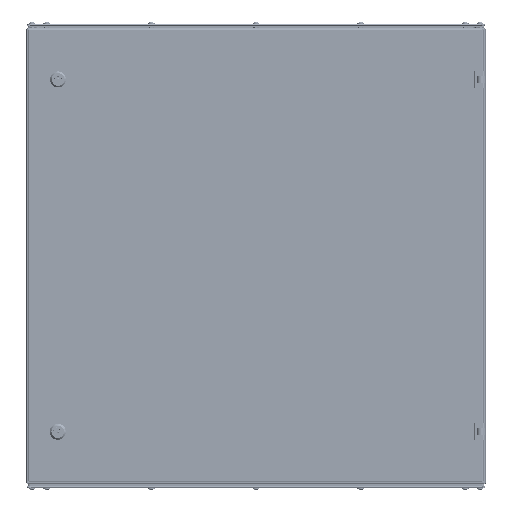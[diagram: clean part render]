
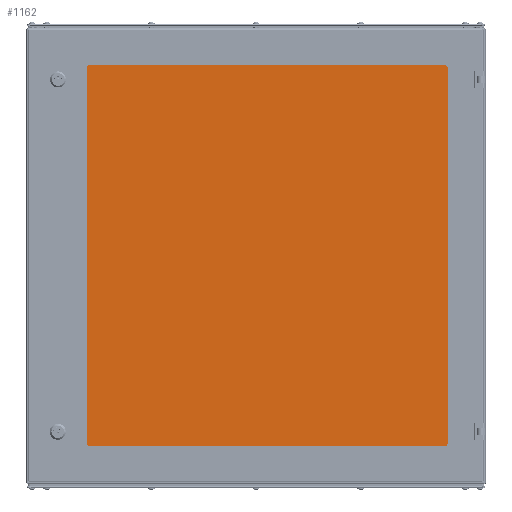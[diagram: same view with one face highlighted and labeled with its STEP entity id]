
A CAD part, top view. The second image highlights one B-rep face of the part: STEP entity #1162.
In plain terms, the highlighted planar face has unit normal (0, 0, 1).
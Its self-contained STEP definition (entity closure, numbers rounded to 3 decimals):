
#316 = ORIENTED_EDGE ( 'NONE', *, *, #33306, .T. ) ;
#750 = AXIS2_PLACEMENT_3D ( 'NONE', #83701, #34830, #34375 ) ;
#1162 = ADVANCED_FACE ( 'NONE', ( #76860 ), #40806, .F. ) ;
#3320 = ORIENTED_EDGE ( 'NONE', *, *, #37210, .T. ) ;
#3361 = CARTESIAN_POINT ( 'NONE',  ( 317.75, -335.5, 4. ) ) ;
#3932 = CARTESIAN_POINT ( 'NONE',  ( 327.75, -345.5, 4. ) ) ;
#4391 = CARTESIAN_POINT ( 'NONE',  ( -317.75, 335.5, 4. ) ) ;
#4524 = CIRCLE ( 'NONE', #16149, 10. ) ;
#4570 = VERTEX_POINT ( 'NONE', #84377 ) ;
#6562 = AXIS2_PLACEMENT_3D ( 'NONE', #26637, #33073, #74641 ) ;
#8352 = CARTESIAN_POINT ( 'NONE',  ( -327.75, -335.5, 4. ) ) ;
#13351 = VERTEX_POINT ( 'NONE', #75849 ) ;
#16149 = AXIS2_PLACEMENT_3D ( 'NONE', #4391, #60623, #19000 ) ;
#16150 = DIRECTION ( 'NONE',  ( -1., 0., 0. ) ) ;
#18088 = EDGE_CURVE ( 'NONE', #13351, #52832, #77032, .T. ) ;
#19000 = DIRECTION ( 'NONE',  ( -1., 0., 0. ) ) ;
#20989 = EDGE_LOOP ( 'NONE', ( #24563, #42025, #35306, #316, #74938, #3320, #39878, #32566 ) ) ;
#24563 = ORIENTED_EDGE ( 'NONE', *, *, #18088, .T. ) ;
#25514 = CARTESIAN_POINT ( 'NONE',  ( 317.75, 335.5, 4. ) ) ;
#25699 = EDGE_CURVE ( 'NONE', #52832, #84091, #87231, .T. ) ;
#26637 = CARTESIAN_POINT ( 'NONE',  ( -317.75, -335.5, 4. ) ) ;
#28930 = AXIS2_PLACEMENT_3D ( 'NONE', #3361, #79662, #16150 ) ;
#32566 = ORIENTED_EDGE ( 'NONE', *, *, #43321, .T. ) ;
#33073 = DIRECTION ( 'NONE',  ( 0., 0., 1. ) ) ;
#33306 = EDGE_CURVE ( 'NONE', #48559, #36320, #43367, .T. ) ;
#34375 = DIRECTION ( 'NONE',  ( -1., 0., 0. ) ) ;
#34830 = DIRECTION ( 'NONE',  ( 0., 0., -1. ) ) ;
#34961 = CARTESIAN_POINT ( 'NONE',  ( -327.75, 335.5, 4. ) ) ;
#35306 = ORIENTED_EDGE ( 'NONE', *, *, #48754, .T. ) ;
#35706 = LINE ( 'NONE', #37940, #79010 ) ;
#36320 = VERTEX_POINT ( 'NONE', #66072 ) ;
#37088 = VECTOR ( 'NONE', #47369, 1000. ) ;
#37210 = EDGE_CURVE ( 'NONE', #4570, #87147, #4524, .T. ) ;
#37940 = CARTESIAN_POINT ( 'NONE',  ( -327.75, 345.5, 4. ) ) ;
#38235 = VECTOR ( 'NONE', #77478, 1000. ) ;
#39878 = ORIENTED_EDGE ( 'NONE', *, *, #51169, .T. ) ;
#40806 = PLANE ( 'NONE',  #750 ) ;
#42025 = ORIENTED_EDGE ( 'NONE', *, *, #25699, .T. ) ;
#43321 = EDGE_CURVE ( 'NONE', #77503, #13351, #45964, .T. ) ;
#43367 = CIRCLE ( 'NONE', #81315, 10. ) ;
#44706 = CARTESIAN_POINT ( 'NONE',  ( 327.75, 335.5, 4. ) ) ;
#45964 = CIRCLE ( 'NONE', #6562, 10. ) ;
#47369 = DIRECTION ( 'NONE',  ( 0., 1., 0. ) ) ;
#47475 = CARTESIAN_POINT ( 'NONE',  ( 327.75, -335.5, 4. ) ) ;
#48559 = VERTEX_POINT ( 'NONE', #44706 ) ;
#48754 = EDGE_CURVE ( 'NONE', #84091, #48559, #82046, .T. ) ;
#49093 = LINE ( 'NONE', #61894, #53422 ) ;
#51169 = EDGE_CURVE ( 'NONE', #87147, #77503, #49093, .T. ) ;
#52832 = VERTEX_POINT ( 'NONE', #66152 ) ;
#53422 = VECTOR ( 'NONE', #84218, 1000. ) ;
#53449 = DIRECTION ( 'NONE',  ( 0., 0., 1. ) ) ;
#60623 = DIRECTION ( 'NONE',  ( 0., 0., 1. ) ) ;
#60744 = DIRECTION ( 'NONE',  ( -1., 0., 0. ) ) ;
#61894 = CARTESIAN_POINT ( 'NONE',  ( -327.75, -345.5, 4. ) ) ;
#66072 = CARTESIAN_POINT ( 'NONE',  ( 317.75, 345.5, 4. ) ) ;
#66152 = CARTESIAN_POINT ( 'NONE',  ( 317.75, -345.5, 4. ) ) ;
#68724 = EDGE_CURVE ( 'NONE', #36320, #4570, #35706, .T. ) ;
#71505 = CARTESIAN_POINT ( 'NONE',  ( -327.75, -345.5, 4. ) ) ;
#74641 = DIRECTION ( 'NONE',  ( -1., 0., 0. ) ) ;
#74938 = ORIENTED_EDGE ( 'NONE', *, *, #68724, .T. ) ;
#75849 = CARTESIAN_POINT ( 'NONE',  ( -317.75, -345.5, 4. ) ) ;
#76860 = FACE_OUTER_BOUND ( 'NONE', #20989, .T. ) ;
#77032 = LINE ( 'NONE', #71505, #38235 ) ;
#77478 = DIRECTION ( 'NONE',  ( 1., 0., 0. ) ) ;
#77503 = VERTEX_POINT ( 'NONE', #8352 ) ;
#79010 = VECTOR ( 'NONE', #79502, 1000. ) ;
#79502 = DIRECTION ( 'NONE',  ( -1., 0., 0. ) ) ;
#79662 = DIRECTION ( 'NONE',  ( 0., 0., 1. ) ) ;
#81315 = AXIS2_PLACEMENT_3D ( 'NONE', #25514, #53449, #60744 ) ;
#82046 = LINE ( 'NONE', #3932, #37088 ) ;
#83701 = CARTESIAN_POINT ( 'NONE',  ( 0., 0., 4. ) ) ;
#84091 = VERTEX_POINT ( 'NONE', #47475 ) ;
#84218 = DIRECTION ( 'NONE',  ( 0., -1., 0. ) ) ;
#84377 = CARTESIAN_POINT ( 'NONE',  ( -317.75, 345.5, 4. ) ) ;
#87147 = VERTEX_POINT ( 'NONE', #34961 ) ;
#87231 = CIRCLE ( 'NONE', #28930, 10. ) ;
